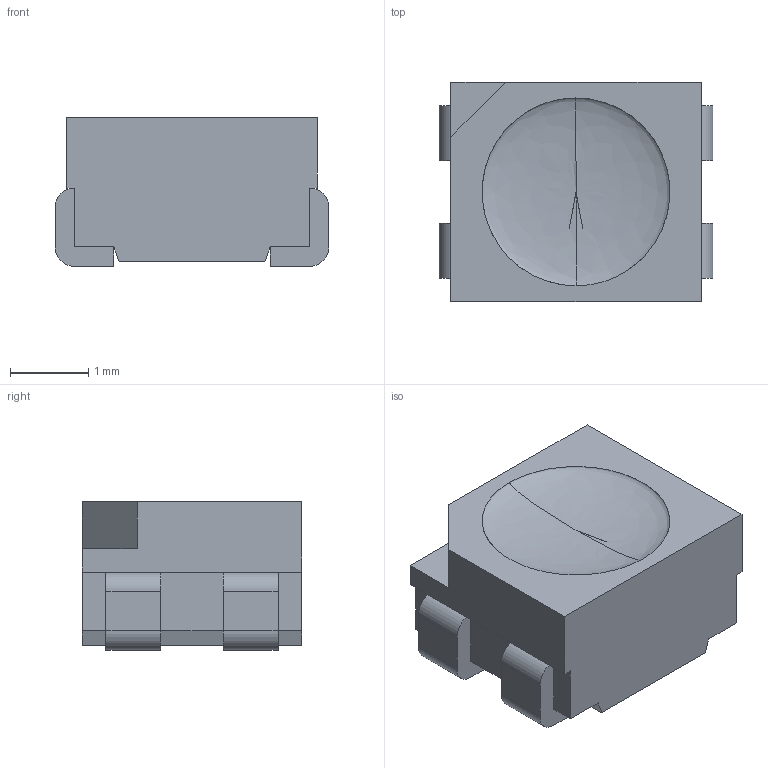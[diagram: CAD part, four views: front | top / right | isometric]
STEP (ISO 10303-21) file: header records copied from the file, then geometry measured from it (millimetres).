
FILE_DESCRIPTION(('FreeCAD Model'),'2;1');
FILE_NAME('CLV1AFKB(Ң泮婮⟒GB).step', '2019-09-09T17:38:43',('kicad StepUp'),('ksu MCAD'), 'Open CASCADE STEP processor 7.3','FreeCAD','Unknown');
FILE_SCHEMA(('AUTOMOTIVE_DESIGN { 1 0 10303 214 1 1 1 1 }'));
Length unit declared in the file: millimetre
Products named in the file (1): CLV1AFKB(????GB)
Bounding box: 3.5 x 2.8 x 1.9 mm (x, y, z)
Volume: 15.8 mm3; surface area: 43.8 mm2
Topology: 1 solids, 1 shells, 54 faces, 140 edges, 87 vertices
Faces by surface type: plane 44, cylinder 8, bspline 2
Entity records: 2013 total; most frequent: CARTESIAN_POINT 322, ORIENTED_EDGE 276, DIRECTION 256, EDGE_CURVE 138, LINE 118, VECTOR 118, VERTEX_POINT 87, AXIS2_PLACEMENT_3D 69
